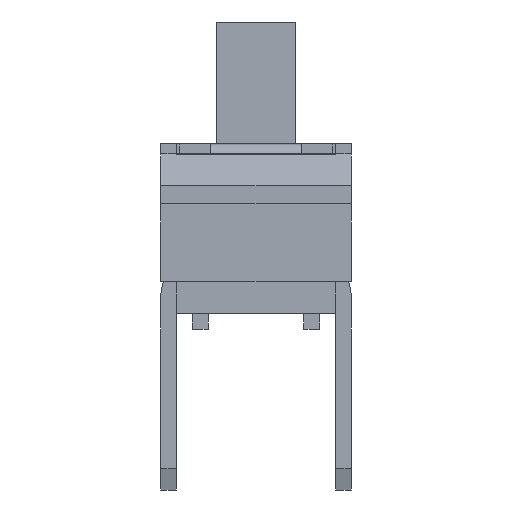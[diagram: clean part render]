
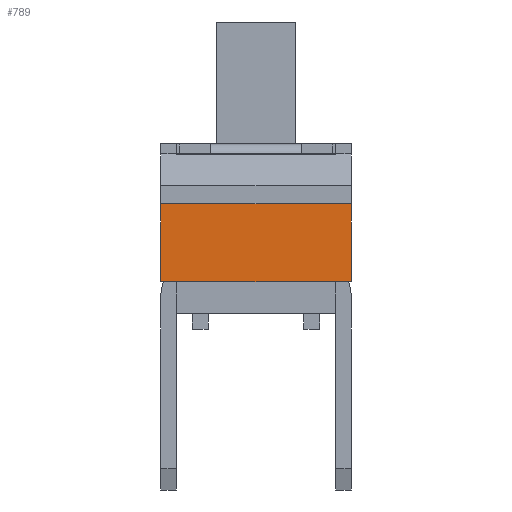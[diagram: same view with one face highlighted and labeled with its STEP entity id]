
A CAD part, left-side view. The second image highlights one B-rep face of the part: STEP entity #789.
In plain terms, the highlighted planar face has unit normal (-1, 0, 0).
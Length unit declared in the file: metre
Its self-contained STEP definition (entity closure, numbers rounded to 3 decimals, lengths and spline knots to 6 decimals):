
#789 = ADVANCED_FACE( '', ( #2143 ), #2144, .T. );
#1013 = EDGE_CURVE( '', #2501, #2502, #2503, .T. );
#1419 = EDGE_CURVE( '', #2222, #2502, #3046, .T. );
#1563 = EDGE_CURVE( '', #2222, #2870, #3221, .T. );
#1695 = EDGE_CURVE( '', #2870, #2501, #3372, .T. );
#2143 = FACE_OUTER_BOUND( '', #3925, .T. );
#2144 = PLANE( '', #3926 );
#2222 = VERTEX_POINT( '', #4030 );
#2501 = VERTEX_POINT( '', #4431 );
#2502 = VERTEX_POINT( '', #4432 );
#2503 = LINE( '', #4433, #4434 );
#2870 = VERTEX_POINT( '', #4995 );
#3046 = LINE( '', #5271, #5272 );
#3221 = LINE( '', #5551, #5552 );
#3372 = LINE( '', #5799, #5800 );
#3925 = EDGE_LOOP( '', ( #6382, #6383, #6384, #6385 ) );
#3926 = AXIS2_PLACEMENT_3D( '', #6386, #6387, #6388 );
#4030 = CARTESIAN_POINT( '', ( -0.00425, -0.001783, 0.002337 ) );
#4431 = CARTESIAN_POINT( '', ( -0.00425, 0.001817, 0.000867 ) );
#4432 = CARTESIAN_POINT( '', ( -0.00425, 0.001817, 0.002337 ) );
#4433 = CARTESIAN_POINT( '', ( -0.00425, 0.001817, 0.000567 ) );
#4434 = VECTOR( '', #6816, 1. );
#4995 = CARTESIAN_POINT( '', ( -0.00425, -0.001783, 0.000867 ) );
#5271 = CARTESIAN_POINT( '', ( -0.00425, -0.001783, 0.002337 ) );
#5272 = VECTOR( '', #7492, 1. );
#5551 = CARTESIAN_POINT( '', ( -0.00425, -0.001783, 0.000567 ) );
#5552 = VECTOR( '', #7731, 1. );
#5799 = CARTESIAN_POINT( '', ( -0.00425, -0.000883, 0.000867 ) );
#5800 = VECTOR( '', #7926, 1. );
#6382 = ORIENTED_EDGE( '', *, *, #1013, .F. );
#6383 = ORIENTED_EDGE( '', *, *, #1695, .F. );
#6384 = ORIENTED_EDGE( '', *, *, #1563, .F. );
#6385 = ORIENTED_EDGE( '', *, *, #1419, .T. );
#6386 = CARTESIAN_POINT( '', ( -0.00425, -0.001783, 0.000867 ) );
#6387 = DIRECTION( '', ( -1., 0., 0. ) );
#6388 = DIRECTION( '', ( 0., 0., 1. ) );
#6816 = DIRECTION( '', ( 0., 0., 1. ) );
#7492 = DIRECTION( '', ( 0., 1., 0. ) );
#7731 = DIRECTION( '', ( 0., 0., -1. ) );
#7926 = DIRECTION( '', ( 0., 1., 0. ) );
